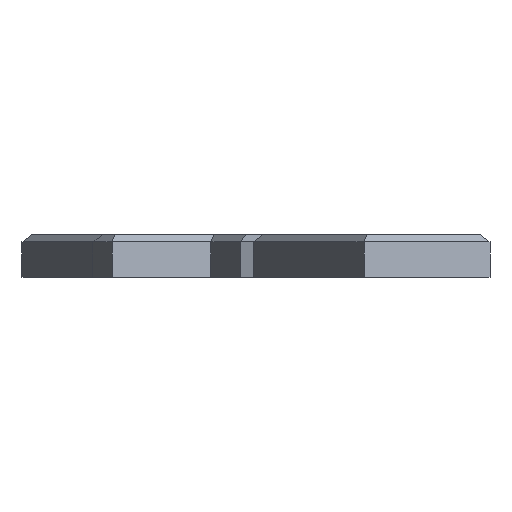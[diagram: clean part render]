
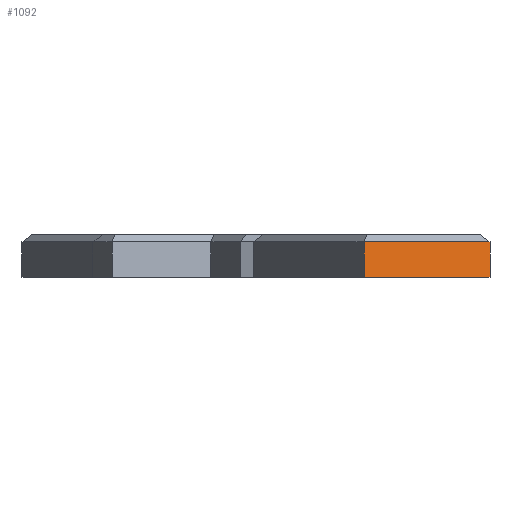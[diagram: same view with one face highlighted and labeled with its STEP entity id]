
A CAD part, front view. The second image highlights one B-rep face of the part: STEP entity #1092.
In plain terms, the highlighted planar face has unit normal (0.447, -0.894, 0).
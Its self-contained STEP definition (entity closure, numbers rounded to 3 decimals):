
#166=ORIENTED_EDGE('',*,*,#402,.T.);
#167=ORIENTED_EDGE('',*,*,#438,.T.);
#168=ORIENTED_EDGE('',*,*,#397,.F.);
#169=ORIENTED_EDGE('',*,*,#351,.T.);
#351=EDGE_CURVE('',#505,#504,#596,.T.);
#397=EDGE_CURVE('',#505,#548,#642,.T.);
#402=EDGE_CURVE('',#504,#551,#647,.T.);
#438=EDGE_CURVE('',#551,#548,#683,.T.);
#504=VERTEX_POINT('',#1539);
#505=VERTEX_POINT('',#1541);
#548=VERTEX_POINT('',#1634);
#551=VERTEX_POINT('',#1642);
#596=LINE('',#1540,#749);
#642=LINE('',#1633,#795);
#647=LINE('',#1643,#800);
#683=LINE('',#1715,#836);
#749=VECTOR('',#1237,1000.);
#795=VECTOR('',#1291,1000.);
#800=VECTOR('',#1298,1000.);
#836=VECTOR('',#1368,1000.);
#903=EDGE_LOOP('',(#166,#167,#168,#169));
#966=FACE_BOUND('',#903,.T.);
#1029=PLANE('',#1170);
#1092=ADVANCED_FACE('',(#966),#1029,.F.);
#1170=AXIS2_PLACEMENT_3D('',#1714,#1366,#1367);
#1237=DIRECTION('',(0.895,0.447,0.));
#1291=DIRECTION('',(0.,0.,1.));
#1298=DIRECTION('',(0.,0.,1.));
#1366=DIRECTION('',(-0.447,0.895,0.));
#1367=DIRECTION('',(-0.895,-0.447,0.));
#1368=DIRECTION('',(-0.895,-0.447,0.));
#1539=CARTESIAN_POINT('',(18.683,13.856,2.103));
#1540=CARTESIAN_POINT('',(14.209,11.623,2.103));
#1541=CARTESIAN_POINT('',(14.209,11.623,2.103));
#1633=CARTESIAN_POINT('',(14.209,11.623,3.35));
#1634=CARTESIAN_POINT('',(14.209,11.623,3.35));
#1642=CARTESIAN_POINT('',(18.683,13.856,3.35));
#1643=CARTESIAN_POINT('',(18.683,13.856,3.35));
#1714=CARTESIAN_POINT('',(14.209,11.623,3.35));
#1715=CARTESIAN_POINT('',(14.209,11.623,3.35));
